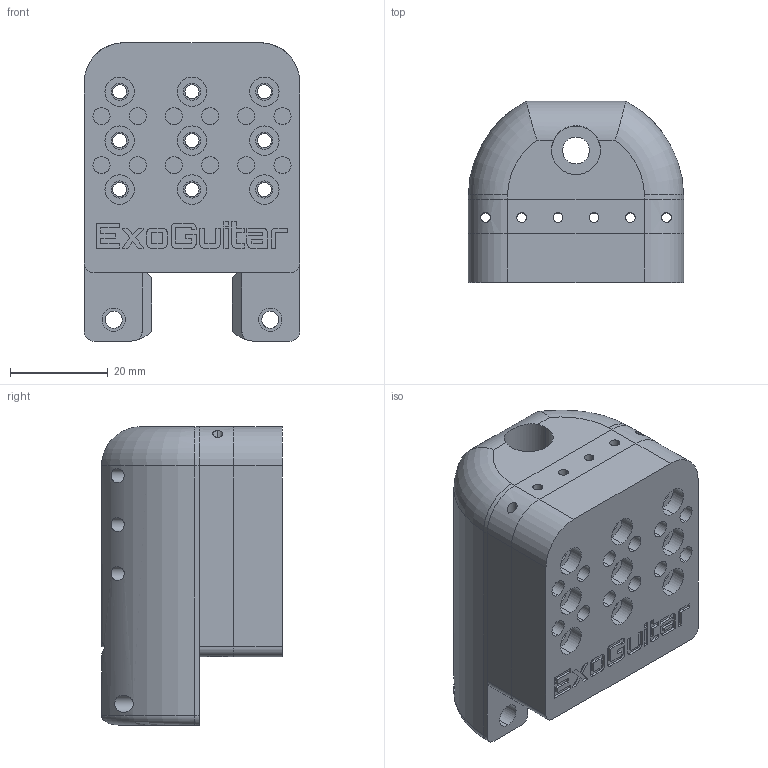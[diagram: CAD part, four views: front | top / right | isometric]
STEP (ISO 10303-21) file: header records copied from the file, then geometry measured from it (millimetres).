
FILE_DESCRIPTION(/* description */ ('STEP AP242','CAx-IF Rec.Pracs.---Representation and Presentation of Product Manufacturing Information (PMI)---4.0---2014-10-13','CAx-IF Rec.Pracs.---3D Tessellated Geometry---0.4---2014-09-14','2;1'),/* implementation_level */ '2;1');
FILE_NAME(/* name */ '68560eb36c3c941bc04e66d6',/* time_stamp */ '2025-06-21T01:45:24Z',/* author */ (''),/* organization */ (''),/* preprocessor_version */ 'ST-DEVELOPER v20',/* originating_system */ 'ONSHAPE BY PTC INC, 1.199',/* authorisation */ ' ');
FILE_SCHEMA (('AP242_MANAGED_MODEL_BASED_3D_ENGINEERING_MIM_LF { 1 0 10303 442 1 1 4 }'));
Length unit declared in the file: millimetre
Products named in the file (3): Face; Middle; Back
Bounding box: 44 x 37 x 61 mm (x, y, z)
Volume: 62899.1 mm3; surface area: 27021.7 mm2
Topology: 3 solids, 3 shells, 545 faces, 1522 edges, 1004 vertices
Faces by surface type: cylinder 325, plane 172, torus 40, bspline 8
Entity records: 18734 total; most frequent: CARTESIAN_POINT 4063, DIRECTION 3092, ORIENTED_EDGE 3044, EDGE_CURVE 1522, AXIS2_PLACEMENT_3D 1197, VERTEX_POINT 1004, EDGE_LOOP 716, FACE_BOUND 716
